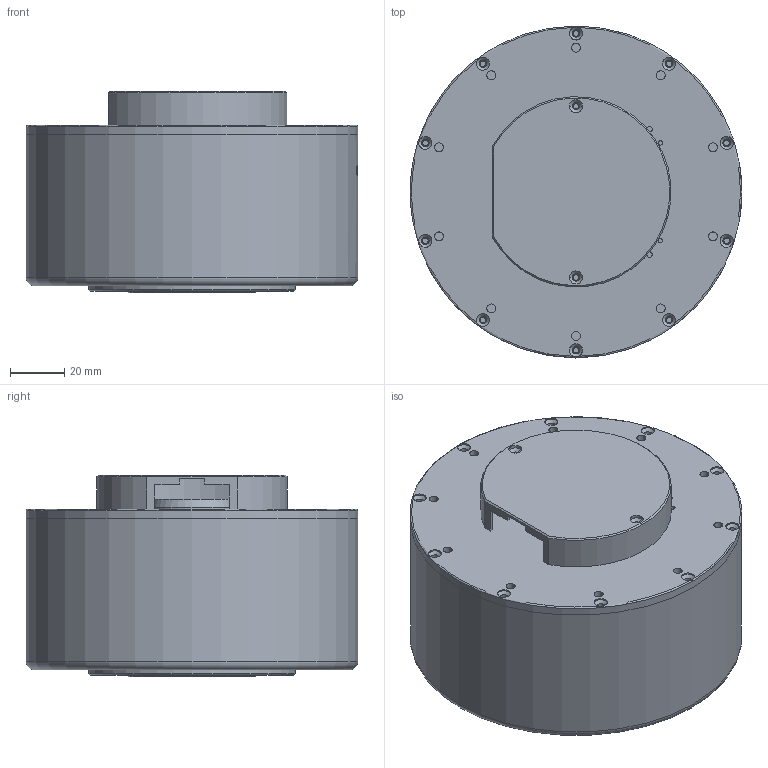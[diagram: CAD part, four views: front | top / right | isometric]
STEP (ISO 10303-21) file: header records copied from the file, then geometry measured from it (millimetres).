
FILE_DESCRIPTION(/* description */ (''),/* implementation_level */ '2;1');
FILE_NAME(/* name */ 'x10-s2-35.stp',/* time_stamp */ '2021-12-21T18:40:33+08:00',/* author */ (''),/* organization */ (''),/* preprocessor_version */ 'ST-DEVELOPER v16.7',/* originating_system */ 'SIEMENS PLM Software NX 12.0',/* authorisation */ '');
FILE_SCHEMA (('AUTOMOTIVE_DESIGN { 1 0 10303 214 3 1 1 1 }'));
Length unit declared in the file: millimetre
Products named in the file (1): Admi04BC5110fzp6
Bounding box: 122 x 122 x 74 mm (x, y, z)
Volume: 159498.2 mm3; surface area: 115130.4 mm2
Topology: 5 solids, 5 shells, 369 faces, 1009 edges, 678 vertices
Faces by surface type: cylinder 188, plane 128, cone 46, torus 5, bspline 2
Full cylindrical faces by diameter (mm): 1.6 x8, 2 x2, 2.05 x14, 2.7 x10, 3.3 x20, 3.5 x6, 3.6 x2, 4.2 x6, 4.8 x10, 5 x1, 6 x6, 16 x1, 22 x1, 24 x1, 25 x1, 28 x1, 31 x1, 35 x1, 45 x1, 48 x2, 49 x2, 55 x1, 56 x1, 76 x1, 119 x1, 120 x1, 122 x2
Entity records: 11396 total; most frequent: CARTESIAN_POINT 2537, DIRECTION 1929, ORIENTED_EDGE 1542, AXIS2_PLACEMENT_3D 846, EDGE_CURVE 771, EDGE_LOOP 616, VERTEX_POINT 573, CIRCLE 458
